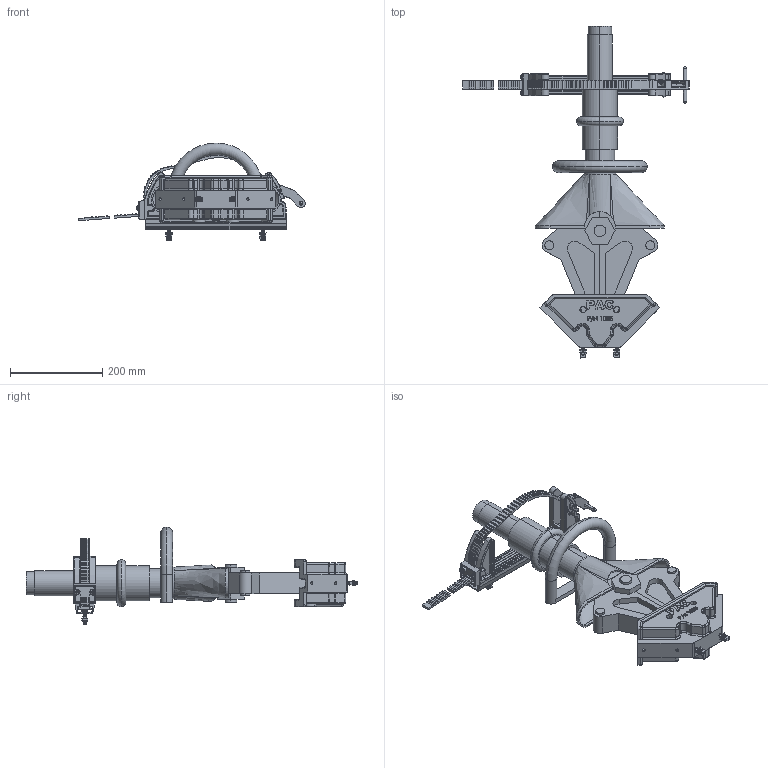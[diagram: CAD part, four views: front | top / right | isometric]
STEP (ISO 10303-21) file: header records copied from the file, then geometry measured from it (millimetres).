
FILE_DESCRIPTION (( 'STEP AP203' ), '1' );
FILE_NAME ('K5035SA.STEP', '2017-05-10T17:44:31', ( 'admin' ), ( 'Hewlett-Packard Company' ), 'SwSTEP 2.0', 'SolidWorks 2017', '' );
FILE_SCHEMA (( 'CONFIG_CONTROL_DESIGN' ));
Length unit declared in the file: inch
Products named in the file (20): K5035SA; 2073; 3017_HFBOLT 0.25-20x1.25x0.75-C; 2008 - IN USE SAM; 2069LN_MSHXNUT 0.250-20-S-N; 2035n_8; 7049; 2049; 1035; 7029_8; Holmatro Combi Tool; 1006-3-  _in dual trac; 2019_12; 1035P; 2023; 2074; 2046; K5050_NEW; 2075; 7016
Assembly tree (35 placements, depth 4):
  K5035SA
    1035
      1035P
      7049
        2046  x2
        7016  x2
        3017_HFBOLT 0.25-20x1.25x0.75-C  x2
        2069LN_MSHXNUT 0.250-20-S-N  x2
    Holmatro Combi Tool
    K5050_NEW
      2019_12
      2074
      2075
      2073
      2008 - IN USE SAM
      2035n_8
        3017_HFBOLT 0.25-20x1.25x0.75-C  x2
        2069LN_MSHXNUT 0.250-20-S-N  x2
      7029_8
        2049  x2
        7016  x2
      1006-3-  _in dual trac
      3017_HFBOLT 0.25-20x1.25x0.75-C  x4
      2023  x2
Bounding box: 490.62 x 718.58 x 211.58 mm (x, y, z)
Volume: 3110297.9 mm3; surface area: 833752.2 mm2
Topology: 39 solids, 39 shells, 3716 faces, 9312 edges, 5704 vertices
Faces by surface type: cylinder 1108, cone 1088, plane 969, bspline 310, torus 224, sphere 17
Entity records: 85879 total; most frequent: CARTESIAN_POINT 33100, ORIENTED_EDGE 10720, DIRECTION 10352, EDGE_CURVE 5360, AXIS2_PLACEMENT_3D 3856, VERTEX_POINT 3311, LINE 2640, VECTOR 2640
